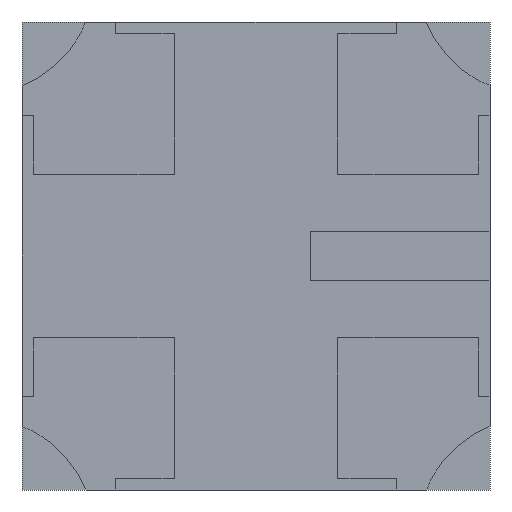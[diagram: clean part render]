
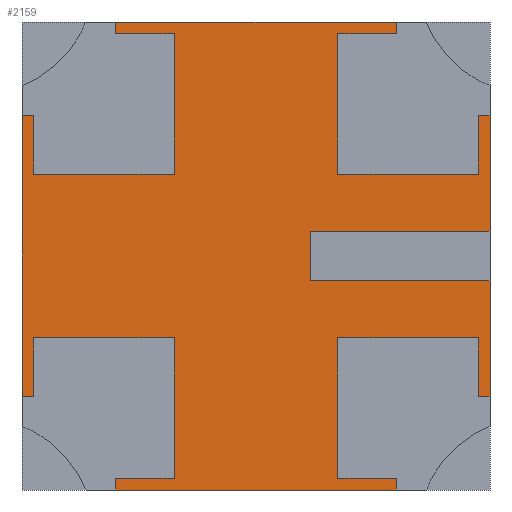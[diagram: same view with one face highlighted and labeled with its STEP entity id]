
A CAD part, front view. The second image highlights one B-rep face of the part: STEP entity #2159.
In plain terms, the highlighted planar face has unit normal (0, -1, 0).
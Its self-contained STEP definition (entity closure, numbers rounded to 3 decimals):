
#179=FACE_OUTER_BOUND('',#299,.T.);
#299=EDGE_LOOP('',(#1607,#1608,#1609,#1610,#1611,#1612,#1613,#1614,#1615,
#1616,#1617,#1618,#1619,#1620,#1621,#1622,#1623,#1624,#1625,#1626,#1627,
#1628,#1629,#1630,#1631,#1632,#1633,#1634));
#391=LINE('',#3179,#659);
#395=LINE('',#3187,#663);
#398=LINE('',#3193,#666);
#401=LINE('',#3199,#669);
#404=LINE('',#3205,#672);
#407=LINE('',#3211,#675);
#412=LINE('',#3226,#680);
#416=LINE('',#3234,#684);
#419=LINE('',#3240,#687);
#422=LINE('',#3246,#690);
#425=LINE('',#3252,#693);
#428=LINE('',#3258,#696);
#433=LINE('',#3273,#701);
#437=LINE('',#3281,#705);
#440=LINE('',#3287,#708);
#443=LINE('',#3293,#711);
#446=LINE('',#3299,#714);
#449=LINE('',#3305,#717);
#454=LINE('',#3320,#722);
#458=LINE('',#3328,#726);
#461=LINE('',#3334,#729);
#464=LINE('',#3340,#732);
#467=LINE('',#3346,#735);
#470=LINE('',#3352,#738);
#483=LINE('',#3388,#751);
#484=LINE('',#3390,#752);
#487=LINE('',#3395,#755);
#488=LINE('',#3396,#756);
#659=VECTOR('',#2565,10.);
#663=VECTOR('',#2571,10.);
#666=VECTOR('',#2576,10.);
#669=VECTOR('',#2581,10.);
#672=VECTOR('',#2586,10.);
#675=VECTOR('',#2591,10.);
#680=VECTOR('',#2604,10.);
#684=VECTOR('',#2610,10.);
#687=VECTOR('',#2615,10.);
#690=VECTOR('',#2620,10.);
#693=VECTOR('',#2625,10.);
#696=VECTOR('',#2630,10.);
#701=VECTOR('',#2643,10.);
#705=VECTOR('',#2649,10.);
#708=VECTOR('',#2654,10.);
#711=VECTOR('',#2659,10.);
#714=VECTOR('',#2664,10.);
#717=VECTOR('',#2669,10.);
#722=VECTOR('',#2682,10.);
#726=VECTOR('',#2688,10.);
#729=VECTOR('',#2693,10.);
#732=VECTOR('',#2698,10.);
#735=VECTOR('',#2703,10.);
#738=VECTOR('',#2708,10.);
#751=VECTOR('',#2745,10.);
#752=VECTOR('',#2748,10.);
#755=VECTOR('',#2753,10.);
#756=VECTOR('',#2754,10.);
#923=VERTEX_POINT('',#3177);
#924=VERTEX_POINT('',#3178);
#927=VERTEX_POINT('',#3186);
#929=VERTEX_POINT('',#3192);
#931=VERTEX_POINT('',#3198);
#933=VERTEX_POINT('',#3204);
#935=VERTEX_POINT('',#3210);
#940=VERTEX_POINT('',#3224);
#941=VERTEX_POINT('',#3225);
#944=VERTEX_POINT('',#3233);
#946=VERTEX_POINT('',#3239);
#948=VERTEX_POINT('',#3245);
#950=VERTEX_POINT('',#3251);
#952=VERTEX_POINT('',#3257);
#957=VERTEX_POINT('',#3271);
#958=VERTEX_POINT('',#3272);
#961=VERTEX_POINT('',#3280);
#963=VERTEX_POINT('',#3286);
#965=VERTEX_POINT('',#3292);
#967=VERTEX_POINT('',#3298);
#969=VERTEX_POINT('',#3304);
#974=VERTEX_POINT('',#3318);
#975=VERTEX_POINT('',#3319);
#978=VERTEX_POINT('',#3327);
#980=VERTEX_POINT('',#3333);
#982=VERTEX_POINT('',#3339);
#984=VERTEX_POINT('',#3345);
#986=VERTEX_POINT('',#3351);
#1127=EDGE_CURVE('',#923,#924,#391,.T.);
#1131=EDGE_CURVE('',#927,#923,#395,.T.);
#1134=EDGE_CURVE('',#929,#927,#398,.T.);
#1137=EDGE_CURVE('',#931,#929,#401,.T.);
#1140=EDGE_CURVE('',#933,#931,#404,.T.);
#1143=EDGE_CURVE('',#935,#933,#407,.T.);
#1150=EDGE_CURVE('',#940,#941,#412,.T.);
#1154=EDGE_CURVE('',#944,#940,#416,.T.);
#1157=EDGE_CURVE('',#946,#944,#419,.T.);
#1160=EDGE_CURVE('',#948,#946,#422,.T.);
#1163=EDGE_CURVE('',#950,#948,#425,.T.);
#1166=EDGE_CURVE('',#952,#950,#428,.T.);
#1173=EDGE_CURVE('',#957,#958,#433,.T.);
#1177=EDGE_CURVE('',#961,#957,#437,.T.);
#1180=EDGE_CURVE('',#963,#961,#440,.T.);
#1183=EDGE_CURVE('',#965,#963,#443,.T.);
#1186=EDGE_CURVE('',#967,#965,#446,.T.);
#1189=EDGE_CURVE('',#969,#967,#449,.T.);
#1196=EDGE_CURVE('',#974,#975,#454,.T.);
#1200=EDGE_CURVE('',#978,#974,#458,.T.);
#1203=EDGE_CURVE('',#980,#978,#461,.T.);
#1206=EDGE_CURVE('',#982,#980,#464,.T.);
#1209=EDGE_CURVE('',#984,#982,#467,.T.);
#1212=EDGE_CURVE('',#986,#984,#470,.T.);
#1231=EDGE_CURVE('',#969,#924,#483,.T.);
#1232=EDGE_CURVE('',#952,#975,#484,.T.);
#1235=EDGE_CURVE('',#986,#958,#487,.T.);
#1236=EDGE_CURVE('',#941,#935,#488,.T.);
#1607=ORIENTED_EDGE('',*,*,#1143,.T.);
#1608=ORIENTED_EDGE('',*,*,#1140,.T.);
#1609=ORIENTED_EDGE('',*,*,#1137,.T.);
#1610=ORIENTED_EDGE('',*,*,#1134,.T.);
#1611=ORIENTED_EDGE('',*,*,#1131,.T.);
#1612=ORIENTED_EDGE('',*,*,#1127,.T.);
#1613=ORIENTED_EDGE('',*,*,#1231,.F.);
#1614=ORIENTED_EDGE('',*,*,#1189,.T.);
#1615=ORIENTED_EDGE('',*,*,#1186,.T.);
#1616=ORIENTED_EDGE('',*,*,#1183,.T.);
#1617=ORIENTED_EDGE('',*,*,#1180,.T.);
#1618=ORIENTED_EDGE('',*,*,#1177,.T.);
#1619=ORIENTED_EDGE('',*,*,#1173,.T.);
#1620=ORIENTED_EDGE('',*,*,#1235,.F.);
#1621=ORIENTED_EDGE('',*,*,#1212,.T.);
#1622=ORIENTED_EDGE('',*,*,#1209,.T.);
#1623=ORIENTED_EDGE('',*,*,#1206,.T.);
#1624=ORIENTED_EDGE('',*,*,#1203,.T.);
#1625=ORIENTED_EDGE('',*,*,#1200,.T.);
#1626=ORIENTED_EDGE('',*,*,#1196,.T.);
#1627=ORIENTED_EDGE('',*,*,#1232,.F.);
#1628=ORIENTED_EDGE('',*,*,#1166,.T.);
#1629=ORIENTED_EDGE('',*,*,#1163,.T.);
#1630=ORIENTED_EDGE('',*,*,#1160,.T.);
#1631=ORIENTED_EDGE('',*,*,#1157,.T.);
#1632=ORIENTED_EDGE('',*,*,#1154,.T.);
#1633=ORIENTED_EDGE('',*,*,#1150,.T.);
#1634=ORIENTED_EDGE('',*,*,#1236,.T.);
#2051=PLANE('',#2415);
#2159=ADVANCED_FACE('',(#179),#2051,.F.);
#2415=AXIS2_PLACEMENT_3D('',#3394,#2751,#2752);
#2565=DIRECTION('',(0.,0.,1.));
#2571=DIRECTION('',(1.,0.,0.));
#2576=DIRECTION('',(0.,0.,1.));
#2581=DIRECTION('',(-1.,0.,0.));
#2586=DIRECTION('',(0.,0.,-1.));
#2591=DIRECTION('',(-1.,0.,0.));
#2604=DIRECTION('',(1.,0.,0.));
#2610=DIRECTION('',(0.,0.,-1.));
#2615=DIRECTION('',(1.,0.,0.));
#2620=DIRECTION('',(0.,0.,1.));
#2625=DIRECTION('',(-1.,0.,0.));
#2630=DIRECTION('',(0.,0.,1.));
#2643=DIRECTION('',(-1.,0.,0.));
#2649=DIRECTION('',(0.,0.,1.));
#2654=DIRECTION('',(-1.,0.,0.));
#2659=DIRECTION('',(0.,0.,-1.));
#2664=DIRECTION('',(1.,0.,0.));
#2669=DIRECTION('',(0.,0.,-1.));
#2682=DIRECTION('',(0.,0.,-1.));
#2688=DIRECTION('',(-1.,0.,0.));
#2693=DIRECTION('',(0.,0.,-1.));
#2698=DIRECTION('',(1.,0.,0.));
#2703=DIRECTION('',(0.,0.,1.));
#2708=DIRECTION('',(1.,0.,0.));
#2745=DIRECTION('',(1.,0.,0.));
#2748=DIRECTION('',(-1.,0.,0.));
#2751=DIRECTION('center_axis',(0.,1.,0.));
#2752=DIRECTION('ref_axis',(1.,0.,0.));
#2753=DIRECTION('',(0.,0.,1.));
#2754=DIRECTION('',(0.,0.,1.));
#3177=CARTESIAN_POINT('',(0.3,0.,0.475));
#3178=CARTESIAN_POINT('',(0.3,0.,0.5));
#3179=CARTESIAN_POINT('',(0.3,0.,0.238));
#3186=CARTESIAN_POINT('',(0.175,0.,0.475));
#3187=CARTESIAN_POINT('',(0.087,0.,0.475));
#3192=CARTESIAN_POINT('',(0.175,0.,0.175));
#3193=CARTESIAN_POINT('',(0.175,0.,0.088));
#3198=CARTESIAN_POINT('',(0.475,0.,0.175));
#3199=CARTESIAN_POINT('',(0.238,0.,0.175));
#3204=CARTESIAN_POINT('',(0.475,0.,0.3));
#3205=CARTESIAN_POINT('',(0.475,0.,0.15));
#3210=CARTESIAN_POINT('',(0.5,0.,0.3));
#3211=CARTESIAN_POINT('',(0.25,0.,0.3));
#3224=CARTESIAN_POINT('',(0.475,0.,-0.3));
#3225=CARTESIAN_POINT('',(0.5,0.,-0.3));
#3226=CARTESIAN_POINT('',(0.238,0.,-0.3));
#3233=CARTESIAN_POINT('',(0.475,0.,-0.175));
#3234=CARTESIAN_POINT('',(0.475,0.,-0.087));
#3239=CARTESIAN_POINT('',(0.175,0.,-0.175));
#3240=CARTESIAN_POINT('',(0.088,0.,-0.175));
#3245=CARTESIAN_POINT('',(0.175,0.,-0.475));
#3246=CARTESIAN_POINT('',(0.175,0.,-0.238));
#3251=CARTESIAN_POINT('',(0.3,0.,-0.475));
#3252=CARTESIAN_POINT('',(0.15,0.,-0.475));
#3257=CARTESIAN_POINT('',(0.3,0.,-0.5));
#3258=CARTESIAN_POINT('',(0.3,0.,-0.25));
#3271=CARTESIAN_POINT('',(-0.475,0.,0.3));
#3272=CARTESIAN_POINT('',(-0.5,0.,0.3));
#3273=CARTESIAN_POINT('',(-0.238,0.,0.3));
#3280=CARTESIAN_POINT('',(-0.475,0.,0.175));
#3281=CARTESIAN_POINT('',(-0.475,0.,0.087));
#3286=CARTESIAN_POINT('',(-0.175,0.,0.175));
#3287=CARTESIAN_POINT('',(-0.088,0.,0.175));
#3292=CARTESIAN_POINT('',(-0.175,0.,0.475));
#3293=CARTESIAN_POINT('',(-0.175,0.,0.238));
#3298=CARTESIAN_POINT('',(-0.3,0.,0.475));
#3299=CARTESIAN_POINT('',(-0.15,0.,0.475));
#3304=CARTESIAN_POINT('',(-0.3,0.,0.5));
#3305=CARTESIAN_POINT('',(-0.3,0.,0.25));
#3318=CARTESIAN_POINT('',(-0.3,0.,-0.475));
#3319=CARTESIAN_POINT('',(-0.3,0.,-0.5));
#3320=CARTESIAN_POINT('',(-0.3,0.,-0.238));
#3327=CARTESIAN_POINT('',(-0.175,0.,-0.475));
#3328=CARTESIAN_POINT('',(-0.087,0.,-0.475));
#3333=CARTESIAN_POINT('',(-0.175,0.,-0.175));
#3334=CARTESIAN_POINT('',(-0.175,0.,-0.088));
#3339=CARTESIAN_POINT('',(-0.475,0.,-0.175));
#3340=CARTESIAN_POINT('',(-0.238,0.,-0.175));
#3345=CARTESIAN_POINT('',(-0.475,0.,-0.3));
#3346=CARTESIAN_POINT('',(-0.475,0.,-0.15));
#3351=CARTESIAN_POINT('',(-0.5,0.,-0.3));
#3352=CARTESIAN_POINT('',(-0.25,0.,-0.3));
#3388=CARTESIAN_POINT('',(-0.5,0.,0.5));
#3390=CARTESIAN_POINT('',(0.5,0.,-0.5));
#3394=CARTESIAN_POINT('Origin',(0.,0.,0.));
#3395=CARTESIAN_POINT('',(-0.5,0.,-0.5));
#3396=CARTESIAN_POINT('',(0.5,0.,0.3));
